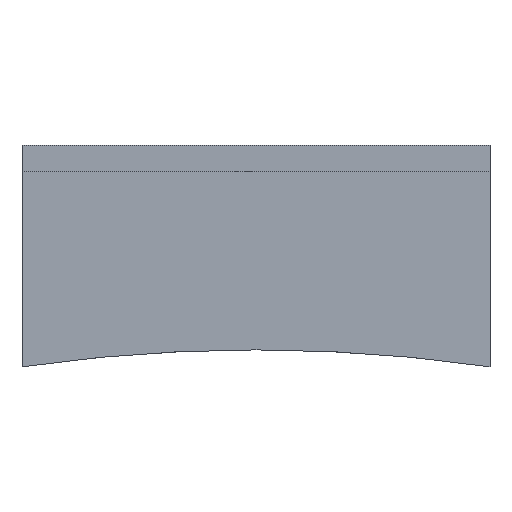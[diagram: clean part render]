
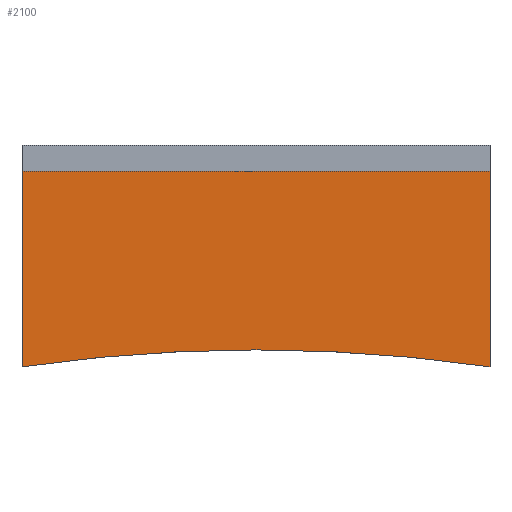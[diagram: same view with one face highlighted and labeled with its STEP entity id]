
A CAD part, front view. The second image highlights one B-rep face of the part: STEP entity #2100.
In plain terms, the highlighted planar face has unit normal (0, -1, 0).
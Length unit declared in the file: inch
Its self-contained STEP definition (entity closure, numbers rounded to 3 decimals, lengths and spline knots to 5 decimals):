
#43 = EDGE_CURVE ( 'NONE', #2642, #253, #954, .T. ) ;
#94 = LINE ( 'NONE', #2148, #1105 ) ;
#115 = ORIENTED_EDGE ( 'NONE', *, *, #2324, .F. ) ;
#157 = DIRECTION ( 'NONE',  ( 0., -1., 0. ) ) ;
#182 = VECTOR ( 'NONE', #415, 39.37008 ) ;
#210 = DIRECTION ( 'NONE',  ( 0., 0., 1. ) ) ;
#253 = VERTEX_POINT ( 'NONE', #1457 ) ;
#387 = DIRECTION ( 'NONE',  ( 0., 1., 0. ) ) ;
#415 = DIRECTION ( 'NONE',  ( 1., 0., 0. ) ) ;
#523 = CARTESIAN_POINT ( 'NONE',  ( 0., -0.33858, -9.03693 ) ) ;
#603 = CARTESIAN_POINT ( 'NONE',  ( 0., -0.33858, -9.03693 ) ) ;
#793 = EDGE_CURVE ( 'NONE', #1066, #2250, #1790, .T. ) ;
#811 = CARTESIAN_POINT ( 'NONE',  ( 1.23031, -0.33858, -0.58268 ) ) ;
#954 = CIRCLE ( 'NONE', #2811, 8.54331 ) ;
#1066 = VERTEX_POINT ( 'NONE', #1964 ) ;
#1067 = AXIS2_PLACEMENT_3D ( 'NONE', #523, #1673, #2631 ) ;
#1079 = DIRECTION ( 'NONE',  ( 0., 0., 1. ) ) ;
#1105 = VECTOR ( 'NONE', #2832, 39.37008 ) ;
#1116 = VECTOR ( 'NONE', #2109, 39.37008 ) ;
#1179 = ORIENTED_EDGE ( 'NONE', *, *, #43, .F. ) ;
#1402 = CARTESIAN_POINT ( 'NONE',  ( 0., -0.33858, -0.49362 ) ) ;
#1457 = CARTESIAN_POINT ( 'NONE',  ( -1.23031, -0.33858, -0.58268 ) ) ;
#1524 = CARTESIAN_POINT ( 'NONE',  ( 0., -0.33858, 0. ) ) ;
#1634 = EDGE_LOOP ( 'NONE', ( #2124, #2768, #1179, #115, #2436 ) ) ;
#1673 = DIRECTION ( 'NONE',  ( 0., -1., 0. ) ) ;
#1790 = LINE ( 'NONE', #2297, #182 ) ;
#1843 = CARTESIAN_POINT ( 'NONE',  ( -1.23031, -0.33858, 0. ) ) ;
#1964 = CARTESIAN_POINT ( 'NONE',  ( -1.23031, -0.33858, 0.44488 ) ) ;
#1980 = EDGE_CURVE ( 'NONE', #2250, #2016, #94, .T. ) ;
#2016 = VERTEX_POINT ( 'NONE', #811 ) ;
#2098 = AXIS2_PLACEMENT_3D ( 'NONE', #1524, #387, #210 ) ;
#2100 = ADVANCED_FACE ( 'NONE', ( #2899 ), #2662, .F. ) ;
#2109 = DIRECTION ( 'NONE',  ( 0., 0., 1. ) ) ;
#2124 = ORIENTED_EDGE ( 'NONE', *, *, #793, .F. ) ;
#2148 = CARTESIAN_POINT ( 'NONE',  ( 1.23031, -0.33858, 0. ) ) ;
#2250 = VERTEX_POINT ( 'NONE', #2779 ) ;
#2297 = CARTESIAN_POINT ( 'NONE',  ( 0., -0.33858, 0.44488 ) ) ;
#2324 = EDGE_CURVE ( 'NONE', #2016, #2642, #2776, .T. ) ;
#2436 = ORIENTED_EDGE ( 'NONE', *, *, #1980, .F. ) ;
#2521 = LINE ( 'NONE', #1843, #1116 ) ;
#2567 = EDGE_CURVE ( 'NONE', #253, #1066, #2521, .T. ) ;
#2631 = DIRECTION ( 'NONE',  ( 0., 0., 1. ) ) ;
#2642 = VERTEX_POINT ( 'NONE', #1402 ) ;
#2662 = PLANE ( 'NONE',  #2098 ) ;
#2768 = ORIENTED_EDGE ( 'NONE', *, *, #2567, .F. ) ;
#2776 = CIRCLE ( 'NONE', #1067, 8.54331 ) ;
#2779 = CARTESIAN_POINT ( 'NONE',  ( 1.23031, -0.33858, 0.44488 ) ) ;
#2811 = AXIS2_PLACEMENT_3D ( 'NONE', #603, #157, #1079 ) ;
#2832 = DIRECTION ( 'NONE',  ( 0., 0., -1. ) ) ;
#2899 = FACE_OUTER_BOUND ( 'NONE', #1634, .T. ) ;
